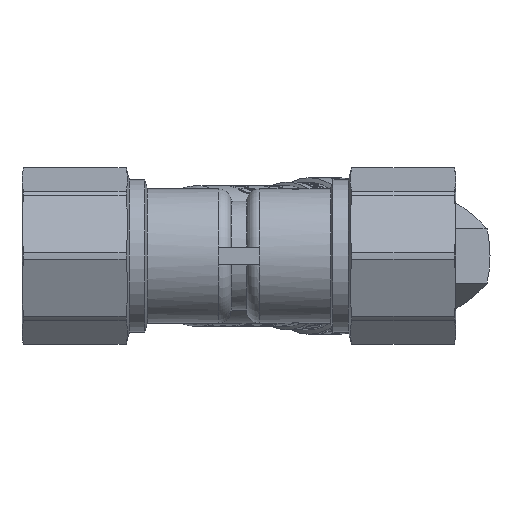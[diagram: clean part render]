
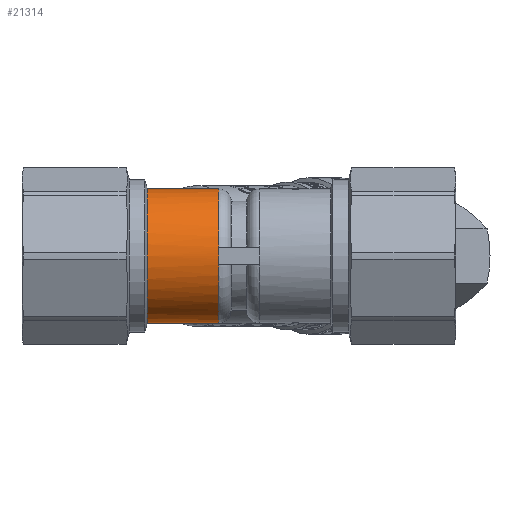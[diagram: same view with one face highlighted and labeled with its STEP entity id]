
A CAD part, front view. The second image highlights one B-rep face of the part: STEP entity #21314.
In plain terms, the highlighted cylindrical face has radius 15 mm (diameter 30 mm), a partial arc.
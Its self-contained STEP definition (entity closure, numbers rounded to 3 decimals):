
#51 = CARTESIAN_POINT ( 'NONE',  ( -20.5, 0., 15. ) ) ;
#3103 = CARTESIAN_POINT ( 'NONE',  ( -4.5, -15., 0. ) ) ;
#3338 = EDGE_CURVE ( 'NONE', #18742, #59066, #9646, .T. ) ;
#4209 = CARTESIAN_POINT ( 'NONE',  ( -4.5, 0., 0. ) ) ;
#4266 = DIRECTION ( 'NONE',  ( -1., 0., 0. ) ) ;
#5442 = ORIENTED_EDGE ( 'NONE', *, *, #48033, .T. ) ;
#5559 = EDGE_LOOP ( 'NONE', ( #9417, #46307, #16391, #33049, #5442, #16948, #63463 ) ) ;
#7378 = AXIS2_PLACEMENT_3D ( 'NONE', #13533, #13403, #13480 ) ;
#8710 = AXIS2_PLACEMENT_3D ( 'NONE', #38109, #37919, #37988 ) ;
#9164 = EDGE_CURVE ( 'NONE', #26790, #35931, #31398, .T. ) ;
#9417 = ORIENTED_EDGE ( 'NONE', *, *, #61345, .F. ) ;
#9477 = AXIS2_PLACEMENT_3D ( 'NONE', #53955, #53668, #53870 ) ;
#9646 = CIRCLE ( 'NONE', #13316, 15. ) ;
#10101 = EDGE_CURVE ( 'NONE', #15756, #54334, #25012, .T. ) ;
#11487 = EDGE_CURVE ( 'NONE', #58055, #35931, #49568, .T. ) ;
#11957 = EDGE_CURVE ( 'NONE', #54334, #18742, #44767, .T. ) ;
#13316 = AXIS2_PLACEMENT_3D ( 'NONE', #4209, #4266, #36767 ) ;
#13403 = DIRECTION ( 'NONE',  ( -1., 0., 0. ) ) ;
#13480 = DIRECTION ( 'NONE',  ( 0., 0., 1. ) ) ;
#13533 = CARTESIAN_POINT ( 'NONE',  ( -4.5, 0., 0. ) ) ;
#15544 = CARTESIAN_POINT ( 'NONE',  ( -4.5, 0., 15. ) ) ;
#15756 = VERTEX_POINT ( 'NONE', #19564 ) ;
#16030 = DIRECTION ( 'NONE',  ( -1., 0., 0. ) ) ;
#16104 = DIRECTION ( 'NONE',  ( 0., 0., 1. ) ) ;
#16125 = LINE ( 'NONE', #33661, #41384 ) ;
#16391 = ORIENTED_EDGE ( 'NONE', *, *, #11957, .T. ) ;
#16528 = CARTESIAN_POINT ( 'NONE',  ( 0., 0., 0. ) ) ;
#16948 = ORIENTED_EDGE ( 'NONE', *, *, #11487, .T. ) ;
#17394 = DIRECTION ( 'NONE',  ( -1., 0., 0. ) ) ;
#17627 = DIRECTION ( 'NONE',  ( -1., 0., 0. ) ) ;
#18492 = CYLINDRICAL_SURFACE ( 'NONE', #40128, 15. ) ;
#18706 = CARTESIAN_POINT ( 'NONE',  ( 0., 0., 15. ) ) ;
#18742 = VERTEX_POINT ( 'NONE', #3103 ) ;
#19564 = CARTESIAN_POINT ( 'NONE',  ( -4.5, 0., -15. ) ) ;
#20125 = CARTESIAN_POINT ( 'NONE',  ( -4.5, -14.866, -2. ) ) ;
#21314 = ADVANCED_FACE ( 'NONE', ( #60322 ), #18492, .T. ) ;
#22593 = VECTOR ( 'NONE', #17394, 1000. ) ;
#25012 = CIRCLE ( 'NONE', #8710, 15. ) ;
#26790 = VERTEX_POINT ( 'NONE', #29741 ) ;
#29741 = CARTESIAN_POINT ( 'NONE',  ( -20.5, 0., -15. ) ) ;
#31398 = CIRCLE ( 'NONE', #9477, 15. ) ;
#33049 = ORIENTED_EDGE ( 'NONE', *, *, #3338, .T. ) ;
#33661 = CARTESIAN_POINT ( 'NONE',  ( 0., 0., -15. ) ) ;
#35931 = VERTEX_POINT ( 'NONE', #51 ) ;
#36767 = DIRECTION ( 'NONE',  ( 0., 0., 1. ) ) ;
#37919 = DIRECTION ( 'NONE',  ( -1., 0., 0. ) ) ;
#37988 = DIRECTION ( 'NONE',  ( 0., 0., 1. ) ) ;
#38109 = CARTESIAN_POINT ( 'NONE',  ( -4.5, 0., 0. ) ) ;
#38702 = DIRECTION ( 'NONE',  ( -1., 0., 0. ) ) ;
#40128 = AXIS2_PLACEMENT_3D ( 'NONE', #16528, #16030, #16104 ) ;
#41384 = VECTOR ( 'NONE', #38702, 1000. ) ;
#44767 = CIRCLE ( 'NONE', #7378, 15. ) ;
#46307 = ORIENTED_EDGE ( 'NONE', *, *, #10101, .T. ) ;
#47944 = CARTESIAN_POINT ( 'NONE',  ( -4.5, 0., 0. ) ) ;
#48033 = EDGE_CURVE ( 'NONE', #59066, #58055, #58844, .T. ) ;
#49568 = LINE ( 'NONE', #18706, #22593 ) ;
#53034 = DIRECTION ( 'NONE',  ( 0., 0., 1. ) ) ;
#53668 = DIRECTION ( 'NONE',  ( -1., 0., 0. ) ) ;
#53870 = DIRECTION ( 'NONE',  ( 0., 0., 1. ) ) ;
#53955 = CARTESIAN_POINT ( 'NONE',  ( -20.5, 0., 0. ) ) ;
#54334 = VERTEX_POINT ( 'NONE', #20125 ) ;
#57532 = AXIS2_PLACEMENT_3D ( 'NONE', #47944, #17627, #53034 ) ;
#58055 = VERTEX_POINT ( 'NONE', #15544 ) ;
#58453 = CARTESIAN_POINT ( 'NONE',  ( -4.5, -14.866, 2. ) ) ;
#58844 = CIRCLE ( 'NONE', #57532, 15. ) ;
#59066 = VERTEX_POINT ( 'NONE', #58453 ) ;
#60322 = FACE_OUTER_BOUND ( 'NONE', #5559, .T. ) ;
#61345 = EDGE_CURVE ( 'NONE', #15756, #26790, #16125, .T. ) ;
#63463 = ORIENTED_EDGE ( 'NONE', *, *, #9164, .F. ) ;
